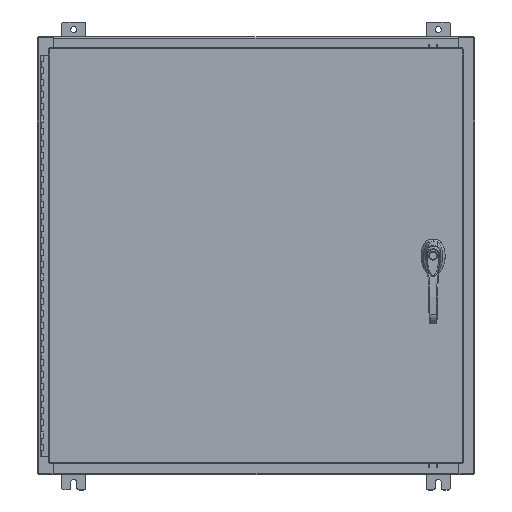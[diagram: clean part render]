
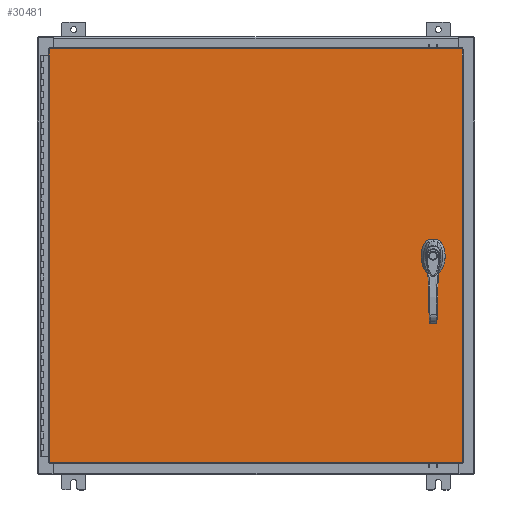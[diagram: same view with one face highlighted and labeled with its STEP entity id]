
A CAD part, top view. The second image highlights one B-rep face of the part: STEP entity #30481.
In plain terms, the highlighted planar face has unit normal (0, 0, 1).
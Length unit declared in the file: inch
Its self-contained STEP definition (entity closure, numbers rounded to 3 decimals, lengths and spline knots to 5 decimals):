
#1050 = CARTESIAN_POINT ( 'NONE',  ( 14.578, -1.338, 0. ) ) ;
#2688 = FACE_OUTER_BOUND ( 'NONE', #54232, .T. ) ;
#3301 = ORIENTED_EDGE ( 'NONE', *, *, #40571, .T. ) ;
#3435 = EDGE_CURVE ( 'NONE', #99934, #121922, #106549, .T. ) ;
#4088 = VERTEX_POINT ( 'NONE', #93380 ) ;
#5518 = CIRCLE ( 'NONE', #21379, 0.45 ) ;
#6310 = CARTESIAN_POINT ( 'NONE',  ( 14.578, -1.338, 0. ) ) ;
#7659 = VERTEX_POINT ( 'NONE', #70437 ) ;
#7746 = VERTEX_POINT ( 'NONE', #90489 ) ;
#9471 = DIRECTION ( 'NONE',  ( 0., -1., 0. ) ) ;
#10017 = VERTEX_POINT ( 'NONE', #46960 ) ;
#10473 = CARTESIAN_POINT ( 'NONE',  ( 16.9903, -17.0063, 0. ) ) ;
#10643 = DIRECTION ( 'NONE',  ( 1., 0., 0. ) ) ;
#11954 = CARTESIAN_POINT ( 'NONE',  ( 14.578, 0., 0. ) ) ;
#12233 = VECTOR ( 'NONE', #82065, 39.37008 ) ;
#13072 = EDGE_CURVE ( 'NONE', #59200, #77596, #117731, .T. ) ;
#14737 = ORIENTED_EDGE ( 'NONE', *, *, #13072, .F. ) ;
#15426 = DIRECTION ( 'NONE',  ( 0., 0., -1. ) ) ;
#15892 = DIRECTION ( 'NONE',  ( 1., 0., 0. ) ) ;
#17375 = ORIENTED_EDGE ( 'NONE', *, *, #60715, .F. ) ;
#18503 = LINE ( 'NONE', #123621, #69418 ) ;
#18563 = DIRECTION ( 'NONE',  ( 0., -1., 0. ) ) ;
#19234 = CARTESIAN_POINT ( 'NONE',  ( 16.9903, 17.0063, 0. ) ) ;
#19257 = VERTEX_POINT ( 'NONE', #93602 ) ;
#21379 = AXIS2_PLACEMENT_3D ( 'NONE', #11954, #78876, #21546 ) ;
#21546 = DIRECTION ( 'NONE',  ( 1., 0., 0. ) ) ;
#21724 = ORIENTED_EDGE ( 'NONE', *, *, #85152, .F. ) ;
#22280 = VECTOR ( 'NONE', #93015, 39.37008 ) ;
#22681 = EDGE_LOOP ( 'NONE', ( #14737, #47169 ) ) ;
#23877 = LINE ( 'NONE', #59182, #49374 ) ;
#24257 = VERTEX_POINT ( 'NONE', #102161 ) ;
#24366 = CIRCLE ( 'NONE', #99103, 0.45 ) ;
#25659 = VECTOR ( 'NONE', #117714, 39.37008 ) ;
#27175 = EDGE_CURVE ( 'NONE', #102102, #7659, #24366, .T. ) ;
#29515 = LINE ( 'NONE', #69827, #77412 ) ;
#30411 = ORIENTED_EDGE ( 'NONE', *, *, #38856, .F. ) ;
#30481 = ADVANCED_FACE ( 'NONE', ( #104433, #2688, #83293 ), #72364, .F. ) ;
#33276 = ORIENTED_EDGE ( 'NONE', *, *, #82883, .F. ) ;
#34622 = DIRECTION ( 'NONE',  ( 0., 0., 1. ) ) ;
#36865 = CARTESIAN_POINT ( 'NONE',  ( 16.9903, 17.0063, 0. ) ) ;
#37485 = EDGE_CURVE ( 'NONE', #121922, #4088, #101891, .T. ) ;
#38856 = EDGE_CURVE ( 'NONE', #24257, #7746, #23877, .T. ) ;
#40571 = EDGE_CURVE ( 'NONE', #10017, #48186, #18503, .T. ) ;
#40931 = DIRECTION ( 'NONE',  ( 0., 0., 1. ) ) ;
#41217 = CARTESIAN_POINT ( 'NONE',  ( -16.9903, -17.0063, 0. ) ) ;
#41741 = LINE ( 'NONE', #73803, #22280 ) ;
#46960 = CARTESIAN_POINT ( 'NONE',  ( 14.981, 0.20023, 0. ) ) ;
#47169 = ORIENTED_EDGE ( 'NONE', *, *, #74516, .F. ) ;
#48186 = VERTEX_POINT ( 'NONE', #91701 ) ;
#49374 = VECTOR ( 'NONE', #87560, 39.37008 ) ;
#51131 = LINE ( 'NONE', #41217, #25659 ) ;
#52569 = DIRECTION ( 'NONE',  ( 0., 0., 1. ) ) ;
#53159 = AXIS2_PLACEMENT_3D ( 'NONE', #6310, #73236, #15892 ) ;
#54232 = EDGE_LOOP ( 'NONE', ( #79266, #64582, #112359, #99163 ) ) ;
#58098 = CARTESIAN_POINT ( 'NONE',  ( 14.7495, -1.338, 0. ) ) ;
#58714 = VECTOR ( 'NONE', #94157, 39.37008 ) ;
#59182 = CARTESIAN_POINT ( 'NONE',  ( 0., -0.403, 0. ) ) ;
#59200 = VERTEX_POINT ( 'NONE', #58098 ) ;
#60715 = EDGE_CURVE ( 'NONE', #88426, #24257, #87375, .T. ) ;
#62942 = ORIENTED_EDGE ( 'NONE', *, *, #109935, .F. ) ;
#64582 = ORIENTED_EDGE ( 'NONE', *, *, #84794, .T. ) ;
#65005 = CARTESIAN_POINT ( 'NONE',  ( 14.37777, 0.403, 0. ) ) ;
#67958 = DIRECTION ( 'NONE',  ( 0., 0., 1. ) ) ;
#69418 = VECTOR ( 'NONE', #9471, 39.37008 ) ;
#69822 = CARTESIAN_POINT ( 'NONE',  ( 14.175, -0.20023, 0. ) ) ;
#69827 = CARTESIAN_POINT ( 'NONE',  ( 16.9903, -17.0063, 0. ) ) ;
#70437 = CARTESIAN_POINT ( 'NONE',  ( 14.175, 0.20023, 0. ) ) ;
#71679 = EDGE_CURVE ( 'NONE', #4088, #103029, #51131, .T. ) ;
#72364 = PLANE ( 'NONE',  #112087 ) ;
#72452 = CARTESIAN_POINT ( 'NONE',  ( 14.175, 0., 0. ) ) ;
#72769 = CARTESIAN_POINT ( 'NONE',  ( 0., 0., 0. ) ) ;
#73236 = DIRECTION ( 'NONE',  ( 0., 0., 1. ) ) ;
#73803 = CARTESIAN_POINT ( 'NONE',  ( 0., 0.403, 0. ) ) ;
#74516 = EDGE_CURVE ( 'NONE', #77596, #59200, #107797, .T. ) ;
#77412 = VECTOR ( 'NONE', #79427, 39.37008 ) ;
#77596 = VERTEX_POINT ( 'NONE', #107193 ) ;
#78876 = DIRECTION ( 'NONE',  ( 0., 0., 1. ) ) ;
#79266 = ORIENTED_EDGE ( 'NONE', *, *, #71679, .T. ) ;
#79427 = DIRECTION ( 'NONE',  ( 0., 1., 0. ) ) ;
#82065 = DIRECTION ( 'NONE',  ( 0., -1., 0. ) ) ;
#82388 = DIRECTION ( 'NONE',  ( -1., 0., 0. ) ) ;
#82883 = EDGE_CURVE ( 'NONE', #19257, #102102, #41741, .T. ) ;
#83293 = FACE_BOUND ( 'NONE', #121322, .T. ) ;
#84794 = EDGE_CURVE ( 'NONE', #103029, #99934, #29515, .T. ) ;
#85105 = CARTESIAN_POINT ( 'NONE',  ( -16.9903, 17.0063, 0. ) ) ;
#85152 = EDGE_CURVE ( 'NONE', #7746, #48186, #5518, .T. ) ;
#87375 = CIRCLE ( 'NONE', #95457, 0.45 ) ;
#87560 = DIRECTION ( 'NONE',  ( 1., 0., 0. ) ) ;
#88426 = VERTEX_POINT ( 'NONE', #69822 ) ;
#90451 = CARTESIAN_POINT ( 'NONE',  ( -16.9903, 17.0063, 0. ) ) ;
#90489 = CARTESIAN_POINT ( 'NONE',  ( 14.77823, -0.403, 0. ) ) ;
#91701 = CARTESIAN_POINT ( 'NONE',  ( 14.981, -0.20023, 0. ) ) ;
#91898 = CARTESIAN_POINT ( 'NONE',  ( 14.578, 0., 0. ) ) ;
#93015 = DIRECTION ( 'NONE',  ( -1., 0., 0. ) ) ;
#93380 = CARTESIAN_POINT ( 'NONE',  ( -16.9903, -17.0063, 0. ) ) ;
#93602 = CARTESIAN_POINT ( 'NONE',  ( 14.77823, 0.403, 0. ) ) ;
#94157 = DIRECTION ( 'NONE',  ( -1., 0., 0. ) ) ;
#95457 = AXIS2_PLACEMENT_3D ( 'NONE', #98197, #40931, #107826 ) ;
#97119 = ORIENTED_EDGE ( 'NONE', *, *, #27175, .F. ) ;
#98197 = CARTESIAN_POINT ( 'NONE',  ( 14.578, 0., 0. ) ) ;
#98889 = VECTOR ( 'NONE', #18563, 39.37008 ) ;
#99103 = AXIS2_PLACEMENT_3D ( 'NONE', #109854, #52569, #119448 ) ;
#99163 = ORIENTED_EDGE ( 'NONE', *, *, #37485, .T. ) ;
#99934 = VERTEX_POINT ( 'NONE', #19234 ) ;
#100396 = ORIENTED_EDGE ( 'NONE', *, *, #116864, .F. ) ;
#101039 = CIRCLE ( 'NONE', #103417, 0.45 ) ;
#101479 = DIRECTION ( 'NONE',  ( 1., 0., 0. ) ) ;
#101891 = LINE ( 'NONE', #85105, #98889 ) ;
#102102 = VERTEX_POINT ( 'NONE', #65005 ) ;
#102161 = CARTESIAN_POINT ( 'NONE',  ( 14.37777, -0.403, 0. ) ) ;
#103029 = VERTEX_POINT ( 'NONE', #10473 ) ;
#103417 = AXIS2_PLACEMENT_3D ( 'NONE', #91898, #34622, #101479 ) ;
#104433 = FACE_BOUND ( 'NONE', #22681, .T. ) ;
#106549 = LINE ( 'NONE', #36865, #58714 ) ;
#107193 = CARTESIAN_POINT ( 'NONE',  ( 14.4065, -1.338, 0. ) ) ;
#107797 = CIRCLE ( 'NONE', #113000, 0.1715 ) ;
#107826 = DIRECTION ( 'NONE',  ( 1., 0., 0. ) ) ;
#109854 = CARTESIAN_POINT ( 'NONE',  ( 14.578, 0., 0. ) ) ;
#109935 = EDGE_CURVE ( 'NONE', #7659, #88426, #116961, .T. ) ;
#112087 = AXIS2_PLACEMENT_3D ( 'NONE', #72769, #15426, #82388 ) ;
#112359 = ORIENTED_EDGE ( 'NONE', *, *, #3435, .T. ) ;
#113000 = AXIS2_PLACEMENT_3D ( 'NONE', #1050, #67958, #10643 ) ;
#116864 = EDGE_CURVE ( 'NONE', #10017, #19257, #101039, .T. ) ;
#116961 = LINE ( 'NONE', #72452, #12233 ) ;
#117714 = DIRECTION ( 'NONE',  ( 1., 0., 0. ) ) ;
#117731 = CIRCLE ( 'NONE', #53159, 0.1715 ) ;
#119448 = DIRECTION ( 'NONE',  ( 1., 0., 0. ) ) ;
#121322 = EDGE_LOOP ( 'NONE', ( #3301, #21724, #30411, #17375, #62942, #97119, #33276, #100396 ) ) ;
#121922 = VERTEX_POINT ( 'NONE', #90451 ) ;
#123621 = CARTESIAN_POINT ( 'NONE',  ( 14.981, 0., 0. ) ) ;
